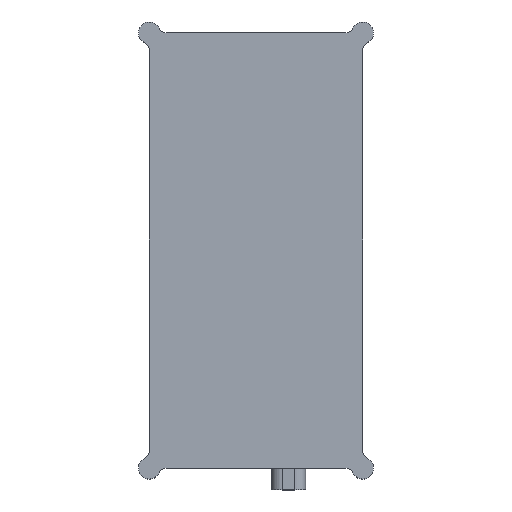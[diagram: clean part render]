
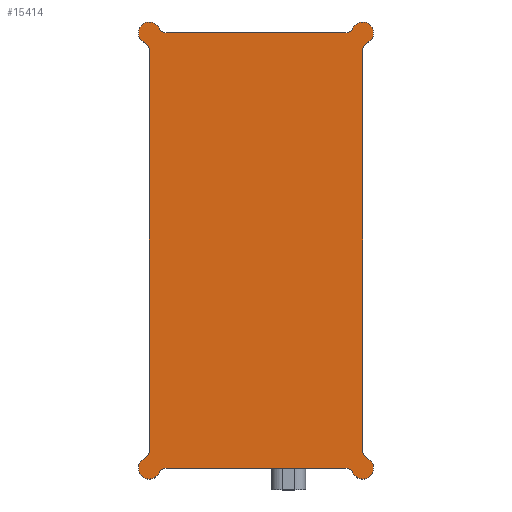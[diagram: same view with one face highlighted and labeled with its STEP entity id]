
A CAD part, top view. The second image highlights one B-rep face of the part: STEP entity #15414.
In plain terms, the highlighted planar face has unit normal (0, 0, 1).
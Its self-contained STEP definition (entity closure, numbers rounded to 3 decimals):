
#512=PLANE('',#16379);
#730=FACE_OUTER_BOUND('',#1602,.T.);
#1602=EDGE_LOOP('',(#10508,#10509,#10510,#10511,#10512,#10513,#10514,#10515,
#10516,#10517,#10518,#10519,#10520,#10521,#10522,#10523));
#2417=LINE('',#24043,#3506);
#2422=LINE('',#24058,#3511);
#2429=LINE('',#24091,#3518);
#2433=LINE('',#24111,#3522);
#3506=VECTOR('',#18469,10.);
#3511=VECTOR('',#18482,10.);
#3518=VECTOR('',#18521,10.);
#3522=VECTOR('',#18545,10.);
#4590=CIRCLE('',#16201,3.5);
#4592=CIRCLE('',#16204,5.);
#4594=CIRCLE('',#16207,3.5);
#4596=CIRCLE('',#16211,3.5);
#4598=CIRCLE('',#16215,3.5);
#4599=CIRCLE('',#16217,5.);
#4602=CIRCLE('',#16221,3.5);
#4604=CIRCLE('',#16224,5.);
#4606=CIRCLE('',#16227,3.5);
#4608=CIRCLE('',#16231,3.5);
#4610=CIRCLE('',#16234,5.);
#4612=CIRCLE('',#16237,3.5);
#5969=VERTEX_POINT('',#24021);
#5970=VERTEX_POINT('',#24023);
#5972=VERTEX_POINT('',#24029);
#5974=VERTEX_POINT('',#24035);
#5976=VERTEX_POINT('',#24041);
#5979=VERTEX_POINT('',#24048);
#5980=VERTEX_POINT('',#24050);
#5982=VERTEX_POINT('',#24056);
#5984=VERTEX_POINT('',#24062);
#5986=VERTEX_POINT('',#24071);
#5988=VERTEX_POINT('',#24077);
#5990=VERTEX_POINT('',#24083);
#5992=VERTEX_POINT('',#24089);
#5994=VERTEX_POINT('',#24095);
#5996=VERTEX_POINT('',#24101);
#5998=VERTEX_POINT('',#24107);
#7615=EDGE_CURVE('',#5969,#5970,#4590,.T.);
#7619=EDGE_CURVE('',#5972,#5969,#4592,.T.);
#7622=EDGE_CURVE('',#5974,#5972,#4594,.T.);
#7625=EDGE_CURVE('',#5976,#5974,#2417,.T.);
#7628=EDGE_CURVE('',#5979,#5980,#4596,.T.);
#7632=EDGE_CURVE('',#5982,#5979,#2422,.T.);
#7635=EDGE_CURVE('',#5984,#5976,#4598,.T.);
#7636=EDGE_CURVE('',#5980,#5984,#4599,.T.);
#7640=EDGE_CURVE('',#5986,#5982,#4602,.T.);
#7643=EDGE_CURVE('',#5988,#5986,#4604,.T.);
#7646=EDGE_CURVE('',#5990,#5988,#4606,.T.);
#7649=EDGE_CURVE('',#5992,#5990,#2429,.T.);
#7652=EDGE_CURVE('',#5994,#5992,#4608,.T.);
#7655=EDGE_CURVE('',#5996,#5994,#4610,.T.);
#7658=EDGE_CURVE('',#5998,#5996,#4612,.T.);
#7659=EDGE_CURVE('',#5970,#5998,#2433,.T.);
#10508=ORIENTED_EDGE('',*,*,#7622,.F.);
#10509=ORIENTED_EDGE('',*,*,#7625,.F.);
#10510=ORIENTED_EDGE('',*,*,#7635,.F.);
#10511=ORIENTED_EDGE('',*,*,#7636,.F.);
#10512=ORIENTED_EDGE('',*,*,#7628,.F.);
#10513=ORIENTED_EDGE('',*,*,#7632,.F.);
#10514=ORIENTED_EDGE('',*,*,#7640,.F.);
#10515=ORIENTED_EDGE('',*,*,#7643,.F.);
#10516=ORIENTED_EDGE('',*,*,#7646,.F.);
#10517=ORIENTED_EDGE('',*,*,#7649,.F.);
#10518=ORIENTED_EDGE('',*,*,#7652,.F.);
#10519=ORIENTED_EDGE('',*,*,#7655,.F.);
#10520=ORIENTED_EDGE('',*,*,#7658,.F.);
#10521=ORIENTED_EDGE('',*,*,#7659,.F.);
#10522=ORIENTED_EDGE('',*,*,#7615,.F.);
#10523=ORIENTED_EDGE('',*,*,#7619,.F.);
#15414=ADVANCED_FACE('',(#730),#512,.T.);
#16201=AXIS2_PLACEMENT_3D('',#24024,#18448,#18449);
#16204=AXIS2_PLACEMENT_3D('',#24031,#18456,#18457);
#16207=AXIS2_PLACEMENT_3D('',#24037,#18463,#18464);
#16211=AXIS2_PLACEMENT_3D('',#24051,#18475,#18476);
#16215=AXIS2_PLACEMENT_3D('',#24064,#18488,#18489);
#16217=AXIS2_PLACEMENT_3D('',#24066,#18492,#18493);
#16221=AXIS2_PLACEMENT_3D('',#24073,#18501,#18502);
#16224=AXIS2_PLACEMENT_3D('',#24079,#18508,#18509);
#16227=AXIS2_PLACEMENT_3D('',#24085,#18515,#18516);
#16231=AXIS2_PLACEMENT_3D('',#24097,#18527,#18528);
#16234=AXIS2_PLACEMENT_3D('',#24103,#18534,#18535);
#16237=AXIS2_PLACEMENT_3D('',#24109,#18541,#18542);
#16379=AXIS2_PLACEMENT_3D('',#24497,#18947,#18948);
#18448=DIRECTION('center_axis',(0.,0.,1.));
#18449=DIRECTION('ref_axis',(0.542,0.84,0.));
#18456=DIRECTION('center_axis',(0.,0.,-1.));
#18457=DIRECTION('ref_axis',(-1.,0.,0.));
#18463=DIRECTION('center_axis',(0.,0.,1.));
#18464=DIRECTION('ref_axis',(-0.84,-0.542,0.));
#18469=DIRECTION('',(0.,-1.,0.));
#18475=DIRECTION('center_axis',(0.,0.,1.));
#18476=DIRECTION('ref_axis',(0.542,-0.84,0.));
#18482=DIRECTION('',(1.,0.,0.));
#18488=DIRECTION('center_axis',(0.,0.,1.));
#18489=DIRECTION('ref_axis',(-0.84,0.542,0.));
#18492=DIRECTION('center_axis',(0.,0.,-1.));
#18493=DIRECTION('ref_axis',(0.,-1.,0.));
#18501=DIRECTION('center_axis',(0.,0.,1.));
#18502=DIRECTION('ref_axis',(-0.542,-0.84,0.));
#18508=DIRECTION('center_axis',(0.,0.,-1.));
#18509=DIRECTION('ref_axis',(1.,0.,0.));
#18515=DIRECTION('center_axis',(0.,0.,1.));
#18516=DIRECTION('ref_axis',(0.84,0.542,0.));
#18521=DIRECTION('',(0.,1.,0.));
#18527=DIRECTION('center_axis',(0.,0.,1.));
#18528=DIRECTION('ref_axis',(0.84,-0.542,0.));
#18534=DIRECTION('center_axis',(0.,0.,-1.));
#18535=DIRECTION('ref_axis',(0.,1.,0.));
#18541=DIRECTION('center_axis',(0.,0.,1.));
#18542=DIRECTION('ref_axis',(-0.542,0.84,0.));
#18545=DIRECTION('',(-1.,0.,0.));
#18947=DIRECTION('center_axis',(0.,0.,1.));
#18948=DIRECTION('ref_axis',(-1.,0.,0.));
#24021=CARTESIAN_POINT('',(-266.556,-12.059,59.));
#24023=CARTESIAN_POINT('',(-269.746,-10.,59.));
#24024=CARTESIAN_POINT('Origin',(-269.746,-13.5,59.));
#24029=CARTESIAN_POINT('',(-259.941,-5.444,59.));
#24031=CARTESIAN_POINT('Origin',(-262.,-10.,59.));
#24035=CARTESIAN_POINT('',(-262.,-2.254,59.));
#24037=CARTESIAN_POINT('Origin',(-258.5,-2.254,59.));
#24041=CARTESIAN_POINT('',(-262.,182.254,59.));
#24043=CARTESIAN_POINT('',(-262.,42.5,59.));
#24048=CARTESIAN_POINT('',(-269.746,190.,59.));
#24050=CARTESIAN_POINT('',(-266.556,192.059,59.));
#24051=CARTESIAN_POINT('Origin',(-269.746,193.5,59.));
#24056=CARTESIAN_POINT('',(-352.254,190.,59.));
#24058=CARTESIAN_POINT('',(-289.,190.,59.));
#24062=CARTESIAN_POINT('',(-259.941,185.444,59.));
#24064=CARTESIAN_POINT('Origin',(-258.5,182.254,59.));
#24066=CARTESIAN_POINT('Origin',(-262.,190.,59.));
#24071=CARTESIAN_POINT('',(-355.444,192.059,59.));
#24073=CARTESIAN_POINT('Origin',(-352.254,193.5,59.));
#24077=CARTESIAN_POINT('',(-362.059,185.444,59.));
#24079=CARTESIAN_POINT('Origin',(-360.,190.,59.));
#24083=CARTESIAN_POINT('',(-360.,182.254,59.));
#24085=CARTESIAN_POINT('Origin',(-363.5,182.254,59.));
#24089=CARTESIAN_POINT('',(-360.,-2.254,59.));
#24091=CARTESIAN_POINT('',(-360.,137.5,59.));
#24095=CARTESIAN_POINT('',(-362.059,-5.444,59.));
#24097=CARTESIAN_POINT('Origin',(-363.5,-2.254,59.));
#24101=CARTESIAN_POINT('',(-355.444,-12.059,59.));
#24103=CARTESIAN_POINT('Origin',(-360.,-10.,59.));
#24107=CARTESIAN_POINT('',(-352.254,-10.,59.));
#24109=CARTESIAN_POINT('Origin',(-352.254,-13.5,59.));
#24111=CARTESIAN_POINT('',(-333.,-10.,59.));
#24497=CARTESIAN_POINT('Origin',(-311.,90.,59.));
